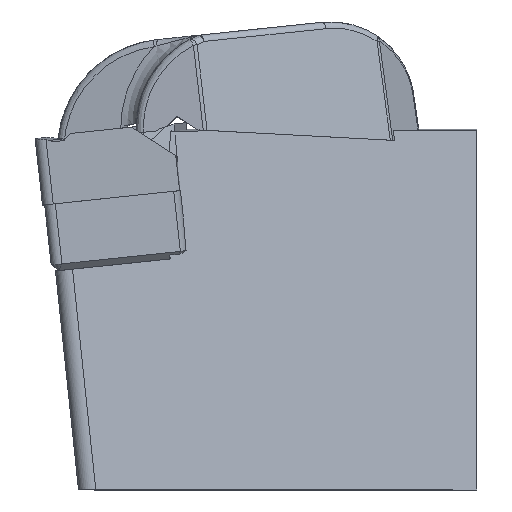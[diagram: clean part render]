
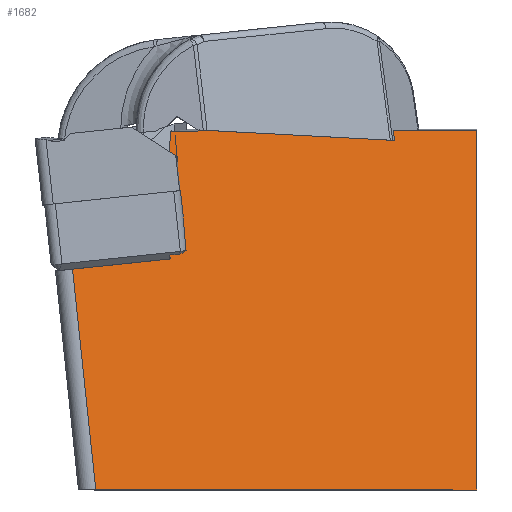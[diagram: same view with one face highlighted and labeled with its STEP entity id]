
A CAD part, left-side view. The second image highlights one B-rep face of the part: STEP entity #1682.
In plain terms, the highlighted planar face has unit normal (-0.848, -0.527, 0.055).
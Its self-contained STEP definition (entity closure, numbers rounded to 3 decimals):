
#115 = VERTEX_POINT ( 'NONE', #4999 ) ;
#190 = CARTESIAN_POINT ( 'NONE',  ( 7.604, 21.19, -8.214 ) ) ;
#200 = DIRECTION ( 'NONE',  ( 0.528, -0.849, 0.003 ) ) ;
#379 = EDGE_LOOP ( 'NONE', ( #2841, #7042, #9311, #3547, #9658, #2682, #4619, #2855, #7149, #5650, #2202, #4393, #4402, #8359, #1300 ) ) ;
#443 = CARTESIAN_POINT ( 'NONE',  ( 7.184, 21.859, -8.284 ) ) ;
#449 = CARTESIAN_POINT ( 'NONE',  ( 2.82, 8.687, -200.457 ) ) ;
#457 = EDGE_CURVE ( 'NONE', #809, #5725, #808, .T. ) ;
#605 = LINE ( 'NONE', #9118, #3645 ) ;
#641 = EDGE_CURVE ( 'NONE', #5706, #8292, #2870, .T. ) ;
#696 = VECTOR ( 'NONE', #6460, 1000. ) ;
#700 = VECTOR ( 'NONE', #3426, 1000. ) ;
#710 =( BOUNDED_CURVE ( )  B_SPLINE_CURVE ( 3, ( #5985, #9654, #2974, #3674 ),
 .UNSPECIFIED., .F., .T. ) 
 B_SPLINE_CURVE_WITH_KNOTS ( ( 4, 4 ),
 ( 3.782, 4.099 ),
 .UNSPECIFIED. ) 
 CURVE ( )  GEOMETRIC_REPRESENTATION_ITEM ( )  RATIONAL_B_SPLINE_CURVE ( ( 1., 0.992, 0.992, 1. ) ) 
 REPRESENTATION_ITEM ( '' )  );
#808 = B_SPLINE_CURVE_WITH_KNOTS ( 'NONE', 3,
 ( #190, #6946, #8345, #8478 ),
 .UNSPECIFIED., .F., .F.,
 ( 4, 4 ),
 ( 0., 0.001 ),
 .UNSPECIFIED. ) ;
#809 = VERTEX_POINT ( 'NONE', #8212 ) ;
#913 = DIRECTION ( 'NONE',  ( -0.848, -0.527, 0.055 ) ) ;
#943 = VERTEX_POINT ( 'NONE', #2250 ) ;
#1140 = VECTOR ( 'NONE', #7167, 1000. ) ;
#1205 = DIRECTION ( 'NONE',  ( 0.065, 0., 0.998 ) ) ;
#1300 = ORIENTED_EDGE ( 'NONE', *, *, #2588, .F. ) ;
#1306 = EDGE_CURVE ( 'NONE', #2716, #809, #8189, .T. ) ;
#1376 = EDGE_CURVE ( 'NONE', #1666, #115, #6197, .T. ) ;
#1442 = VERTEX_POINT ( 'NONE', #8832 ) ;
#1508 = EDGE_CURVE ( 'NONE', #5725, #3757, #710, .T. ) ;
#1666 = VERTEX_POINT ( 'NONE', #8389 ) ;
#1682 = ADVANCED_FACE ( 'NONE', ( #4103 ), #6106, .T. ) ;
#1753 = DIRECTION ( 'NONE',  ( 0.528, -0.849, 0.003 ) ) ;
#1941 = DIRECTION ( 'NONE',  ( 0.079, -0.022, 0.997 ) ) ;
#1979 = LINE ( 'NONE', #4995, #696 ) ;
#1992 = EDGE_CURVE ( 'NONE', #3757, #2285, #1979, .T. ) ;
#2122 = LINE ( 'NONE', #9485, #3377 ) ;
#2157 = DIRECTION ( 'NONE',  ( -0.53, 0.844, -0.089 ) ) ;
#2202 = ORIENTED_EDGE ( 'NONE', *, *, #5684, .T. ) ;
#2206 = VECTOR ( 'NONE', #7692, 1000. ) ;
#2250 = CARTESIAN_POINT ( 'NONE',  ( 17.656, 5.854, -0.125 ) ) ;
#2277 = VERTEX_POINT ( 'NONE', #7386 ) ;
#2278 = CARTESIAN_POINT ( 'NONE',  ( 14.194, 8.815, -25. ) ) ;
#2285 = VERTEX_POINT ( 'NONE', #8018 ) ;
#2454 = LINE ( 'NONE', #4905, #700 ) ;
#2499 = CARTESIAN_POINT ( 'NONE',  ( 24.76, -25.958, -193.968 ) ) ;
#2588 = EDGE_CURVE ( 'NONE', #2277, #115, #4940, .T. ) ;
#2682 = ORIENTED_EDGE ( 'NONE', *, *, #1992, .F. ) ;
#2716 = VERTEX_POINT ( 'NONE', #443 ) ;
#2841 = ORIENTED_EDGE ( 'NONE', *, *, #6211, .F. ) ;
#2855 = ORIENTED_EDGE ( 'NONE', *, *, #457, .F. ) ;
#2870 = LINE ( 'NONE', #449, #9568 ) ;
#2974 = CARTESIAN_POINT ( 'NONE',  ( 7.955, 20.821, -6.348 ) ) ;
#3020 = CARTESIAN_POINT ( 'NONE',  ( 7.438, 21.923, -3.78 ) ) ;
#3298 = DIRECTION ( 'NONE',  ( -0.036, 0.162, 0.986 ) ) ;
#3307 = VERTEX_POINT ( 'NONE', #3020 ) ;
#3377 = VECTOR ( 'NONE', #1941, 1000. ) ;
#3426 = DIRECTION ( 'NONE',  ( -0.056, -0.014, -0.998 ) ) ;
#3444 = CARTESIAN_POINT ( 'NONE',  ( 2.82, 27.128, -25. ) ) ;
#3466 = VECTOR ( 'NONE', #2157, 1000. ) ;
#3547 = ORIENTED_EDGE ( 'NONE', *, *, #9185, .F. ) ;
#3645 = VECTOR ( 'NONE', #200, 1000. ) ;
#3674 = CARTESIAN_POINT ( 'NONE',  ( 7.955, 20.925, -5.356 ) ) ;
#3690 = DIRECTION ( 'NONE',  ( 0.528, -0.85, 0. ) ) ;
#3716 = LINE ( 'NONE', #2499, #4190 ) ;
#3757 = VERTEX_POINT ( 'NONE', #8861 ) ;
#3807 = LINE ( 'NONE', #2278, #4630 ) ;
#4103 = FACE_OUTER_BOUND ( 'NONE', #379, .T. ) ;
#4143 = DIRECTION ( 'NONE',  ( 0.53, -0.844, 0.089 ) ) ;
#4190 = VECTOR ( 'NONE', #3298, 1000. ) ;
#4383 = EDGE_CURVE ( 'NONE', #2285, #3307, #8652, .T. ) ;
#4393 = ORIENTED_EDGE ( 'NONE', *, *, #641, .F. ) ;
#4402 = ORIENTED_EDGE ( 'NONE', *, *, #6828, .T. ) ;
#4619 = ORIENTED_EDGE ( 'NONE', *, *, #1508, .F. ) ;
#4630 = VECTOR ( 'NONE', #3690, 1000. ) ;
#4905 = CARTESIAN_POINT ( 'NONE',  ( -3.632, 19.099, -200.244 ) ) ;
#4940 = LINE ( 'NONE', #5573, #9497 ) ;
#4988 = CARTESIAN_POINT ( 'NONE',  ( 7.923, 20.704, -7.952 ) ) ;
#4995 = CARTESIAN_POINT ( 'NONE',  ( 7.955, 0.509, -199.598 ) ) ;
#4999 = CARTESIAN_POINT ( 'NONE',  ( 21.34, 0., 0.618 ) ) ;
#5022 = DIRECTION ( 'NONE',  ( 0., 0.105, 0.995 ) ) ;
#5353 = CARTESIAN_POINT ( 'NONE',  ( 2.82, 28.78, -9.287 ) ) ;
#5573 = CARTESIAN_POINT ( 'NONE',  ( 15.396, 9.567, 0.583 ) ) ;
#5650 = ORIENTED_EDGE ( 'NONE', *, *, #9579, .T. ) ;
#5662 = CARTESIAN_POINT ( 'NONE',  ( 2.82, 28.808, -9.015 ) ) ;
#5684 = EDGE_CURVE ( 'NONE', #1442, #8292, #6325, .T. ) ;
#5706 = VERTEX_POINT ( 'NONE', #3444 ) ;
#5725 = VERTEX_POINT ( 'NONE', #4988 ) ;
#5985 = CARTESIAN_POINT ( 'NONE',  ( 7.923, 20.704, -7.952 ) ) ;
#6106 = PLANE ( 'NONE',  #6668 ) ;
#6139 = CARTESIAN_POINT ( 'NONE',  ( 2.82, 8.687, -200.457 ) ) ;
#6176 = DIRECTION ( 'NONE',  ( 0.528, -0.85, 0. ) ) ;
#6182 = EDGE_CURVE ( 'NONE', #9054, #943, #7833, .T. ) ;
#6197 = LINE ( 'NONE', #6604, #8178 ) ;
#6205 = VECTOR ( 'NONE', #4143, 1000. ) ;
#6211 = EDGE_CURVE ( 'NONE', #943, #2277, #3716, .T. ) ;
#6325 = LINE ( 'NONE', #9466, #1140 ) ;
#6460 = DIRECTION ( 'NONE',  ( 0., 0.105, 0.995 ) ) ;
#6583 = VERTEX_POINT ( 'NONE', #8133 ) ;
#6604 = CARTESIAN_POINT ( 'NONE',  ( 20.221, 0., -16.529 ) ) ;
#6668 = AXIS2_PLACEMENT_3D ( 'NONE', #6139, #913, #6176 ) ;
#6828 = EDGE_CURVE ( 'NONE', #5706, #1666, #3807, .T. ) ;
#6946 = CARTESIAN_POINT ( 'NONE',  ( 7.719, 21.007, -8.19 ) ) ;
#7042 = ORIENTED_EDGE ( 'NONE', *, *, #6182, .F. ) ;
#7149 = ORIENTED_EDGE ( 'NONE', *, *, #1306, .F. ) ;
#7167 = DIRECTION ( 'NONE',  ( -0.53, 0.844, -0.089 ) ) ;
#7386 = CARTESIAN_POINT ( 'NONE',  ( 17.63, 5.973, 0.596 ) ) ;
#7692 = DIRECTION ( 'NONE',  ( 0.525, -0.85, -0.045 ) ) ;
#7833 = LINE ( 'NONE', #8397, #2206 ) ;
#8018 = CARTESIAN_POINT ( 'NONE',  ( 7.955, 21.1, -3.693 ) ) ;
#8133 = CARTESIAN_POINT ( 'NONE',  ( 7.778, 21.829, 0.54 ) ) ;
#8178 = VECTOR ( 'NONE', #1205, 1000. ) ;
#8189 = LINE ( 'NONE', #5662, #6205 ) ;
#8212 = CARTESIAN_POINT ( 'NONE',  ( 7.604, 21.19, -8.214 ) ) ;
#8292 = VERTEX_POINT ( 'NONE', #5353 ) ;
#8297 = EDGE_CURVE ( 'NONE', #6583, #9054, #605, .T. ) ;
#8345 = CARTESIAN_POINT ( 'NONE',  ( 7.825, 20.847, -8.081 ) ) ;
#8359 = ORIENTED_EDGE ( 'NONE', *, *, #1376, .T. ) ;
#8389 = CARTESIAN_POINT ( 'NONE',  ( 19.668, 0., -25. ) ) ;
#8397 = CARTESIAN_POINT ( 'NONE',  ( 17.087, 6.776, -0.076 ) ) ;
#8478 = CARTESIAN_POINT ( 'NONE',  ( 7.923, 20.704, -7.952 ) ) ;
#8652 = LINE ( 'NONE', #9697, #3466 ) ;
#8832 = CARTESIAN_POINT ( 'NONE',  ( 7.168, 21.855, -8.559 ) ) ;
#8861 = CARTESIAN_POINT ( 'NONE',  ( 7.955, 20.925, -5.356 ) ) ;
#9054 = VERTEX_POINT ( 'NONE', #9427 ) ;
#9118 = CARTESIAN_POINT ( 'NONE',  ( 15.396, 9.567, 0.583 ) ) ;
#9185 = EDGE_CURVE ( 'NONE', #3307, #6583, #2122, .T. ) ;
#9311 = ORIENTED_EDGE ( 'NONE', *, *, #8297, .F. ) ;
#9427 = CARTESIAN_POINT ( 'NONE',  ( 9.843, 18.506, 0.552 ) ) ;
#9466 = CARTESIAN_POINT ( 'NONE',  ( 2.82, 28.78, -9.287 ) ) ;
#9485 = CARTESIAN_POINT ( 'NONE',  ( -7.959, 26.173, -199.228 ) ) ;
#9497 = VECTOR ( 'NONE', #1753, 1000. ) ;
#9568 = VECTOR ( 'NONE', #5022, 1000. ) ;
#9579 = EDGE_CURVE ( 'NONE', #2716, #1442, #2454, .T. ) ;
#9654 = CARTESIAN_POINT ( 'NONE',  ( 7.944, 20.746, -7.22 ) ) ;
#9658 = ORIENTED_EDGE ( 'NONE', *, *, #4383, .F. ) ;
#9697 = CARTESIAN_POINT ( 'NONE',  ( 2.82, 29.277, -4.553 ) ) ;
